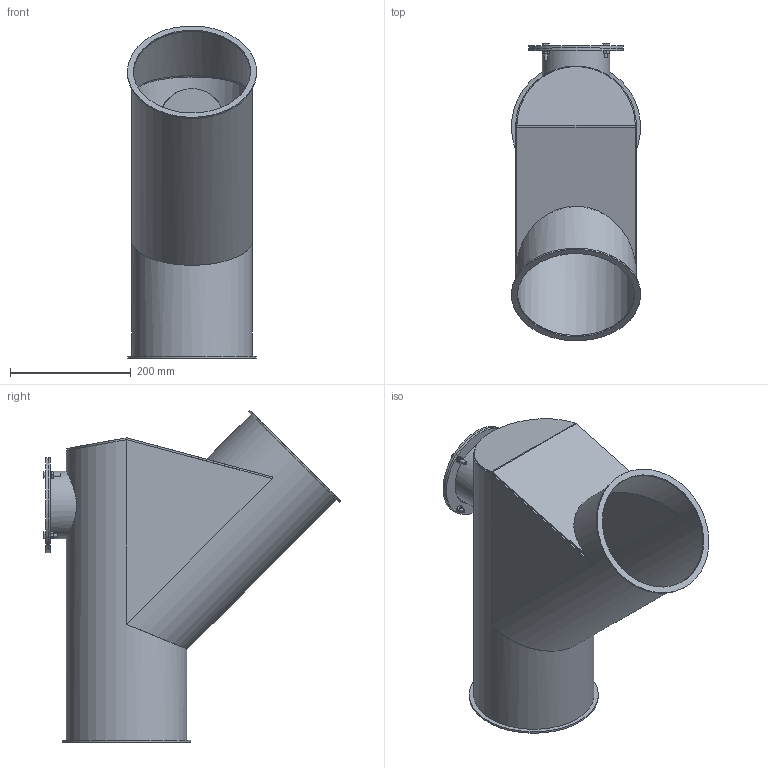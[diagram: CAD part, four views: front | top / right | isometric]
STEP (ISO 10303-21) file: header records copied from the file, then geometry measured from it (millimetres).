
FILE_DESCRIPTION((''),'2;1');
FILE_NAME('Zusammenbau.stp','2014-02-10T13:33:59',('rjahn'),(''),'Autodesk Inventor 2013','Autodesk Inventor 2013','');
FILE_SCHEMA(('AUTOMOTIVE_DESIGN { 1 0 10303 214 1 1 1 1 }'));
Length unit declared in the file: millimetre
Products named in the file (13): Zusammenbau; Eintrittsrohr; Reinigungsstutzen; Seitenblech_; Seitenblech__MIR; Prallblech; Ausfallrohr; Bord Ø200-Ø214; DIN 933 - ersetzt durch DIN EN 24017 M6  x 25; DIN 934 - ersetzt durch DIN EN 24032/28673/28674 M6; DIN 933 - ersetzt durch DIN EN 24017 M6  x 20; Deckel DN112; Flansch DIN24154 R3 DN112
Assembly tree (19 placements, depth 2):
  Zusammenbau
    Eintrittsrohr
    Reinigungsstutzen
    Seitenblech_
    Seitenblech__MIR
    Prallblech
    Ausfallrohr
    Bord Ø200-Ø214  x2
    DIN 933 - ersetzt durch DIN EN 24017 M6  x 25
    DIN 934 - ersetzt durch DIN EN 24032/28673/28674 M6  x5
    DIN 933 - ersetzt durch DIN EN 24017 M6  x 20  x3
    Deckel DN112
    Flansch DIN24154 R3 DN112
Bounding box: 213.69 x 492.86 x 549.86 mm (x, y, z)
Volume: 1538225.9 mm3; surface area: 1053747.1 mm2
Topology: 19 solids, 19 shells, 219 faces, 465 edges, 290 vertices
Faces by surface type: plane 121, cone 52, cylinder 43, bspline 3
Full cylindrical faces by diameter (mm): 4.917 x5, 5.459 x4, 6 x4, 7 x8, 8.7 x4, 108 x2, 112 x1, 117 x1, 157 x2, 194 x4, 200 x2, 214 x2
Entity records: 3778 total; most frequent: CARTESIAN_POINT 915, DIRECTION 556, ORIENTED_EDGE 430, AXIS2_PLACEMENT_3D 236, EDGE_CURVE 215, EDGE_LOOP 188, VERTEX_POINT 155, FACE_OUTER_BOUND 121
